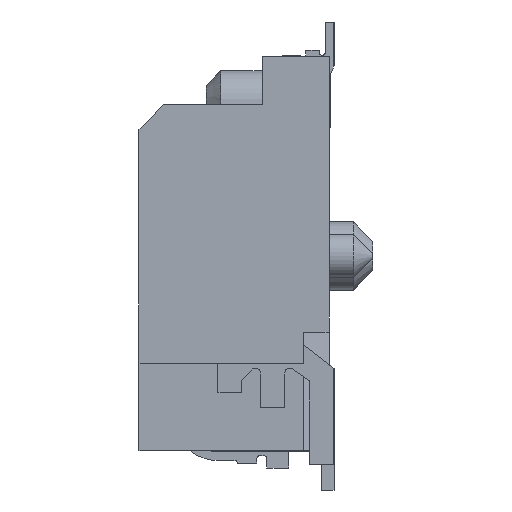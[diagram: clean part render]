
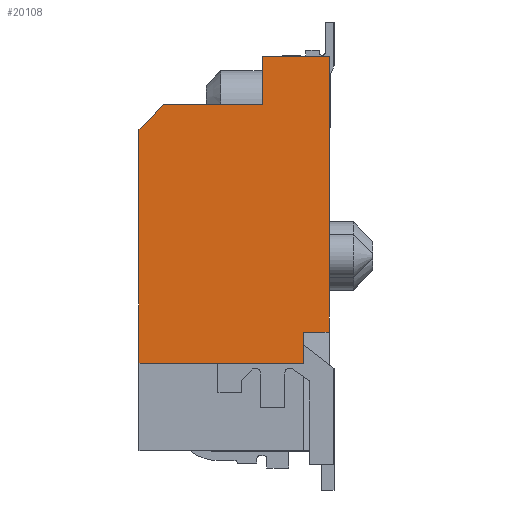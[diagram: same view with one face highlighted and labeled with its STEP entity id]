
A CAD part, left-side view. The second image highlights one B-rep face of the part: STEP entity #20108.
In plain terms, the highlighted planar face has unit normal (-1, 0, 0).
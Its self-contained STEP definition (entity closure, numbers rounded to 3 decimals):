
#3994 = DIRECTION ( 'NONE',  ( 0., 0., -1. ) ) ;
#3995 = VECTOR ( 'NONE', #3994, 1000. ) ;
#3996 = CARTESIAN_POINT ( 'NONE',  ( -14.95, 0., 4.1 ) ) ;
#3997 = LINE ( 'NONE', #3996, #3995 ) ;
#4004 = CARTESIAN_POINT ( 'NONE',  ( -14.95, 0., -1.56 ) ) ;
#4172 = CARTESIAN_POINT ( 'NONE',  ( -14.95, 0., 4.1 ) ) ;
#5450 = CARTESIAN_POINT ( 'NONE',  ( -14.95, 1.375, 4.1 ) ) ;
#5480 = DIRECTION ( 'NONE',  ( 0., 0., 1. ) ) ;
#5481 = VECTOR ( 'NONE', #5480, 1000. ) ;
#5482 = CARTESIAN_POINT ( 'NONE',  ( -14.95, 1.375, 3.1 ) ) ;
#5483 = LINE ( 'NONE', #5482, #5481 ) ;
#5912 = CARTESIAN_POINT ( 'NONE',  ( -14.95, 0.53, -2.2 ) ) ;
#5917 = CARTESIAN_POINT ( 'NONE',  ( -14.95, 3.9, -2.2 ) ) ;
#5918 = DIRECTION ( 'NONE',  ( 0., -1., 0. ) ) ;
#5919 = VECTOR ( 'NONE', #5918, 1000. ) ;
#5920 = CARTESIAN_POINT ( 'NONE',  ( -14.95, 3.9, -2.2 ) ) ;
#5924 = LINE ( 'NONE', #5920, #5919 ) ;
#6009 = CARTESIAN_POINT ( 'NONE',  ( -14.95, 1.375, 3.1 ) ) ;
#6178 = DIRECTION ( 'NONE',  ( 0., -1., 0. ) ) ;
#6179 = VECTOR ( 'NONE', #6178, 1000. ) ;
#6181 = CARTESIAN_POINT ( 'NONE',  ( -14.95, 3.9, 3.1 ) ) ;
#6183 = LINE ( 'NONE', #6181, #6179 ) ;
#6190 = DIRECTION ( 'NONE',  ( 0., 0.707, -0.707 ) ) ;
#6191 = VECTOR ( 'NONE', #6190, 1000. ) ;
#6192 = CARTESIAN_POINT ( 'NONE',  ( -14.95, 5.25, 1.25 ) ) ;
#6193 = LINE ( 'NONE', #6192, #6191 ) ;
#6194 = DIRECTION ( 'NONE',  ( 0., -1., 0. ) ) ;
#6195 = VECTOR ( 'NONE', #6194, 1000. ) ;
#6196 = CARTESIAN_POINT ( 'NONE',  ( -14.95, 1.375, 4.1 ) ) ;
#6197 = LINE ( 'NONE', #6196, #6195 ) ;
#6198 = DIRECTION ( 'NONE',  ( 0., -1., 0. ) ) ;
#6199 = VECTOR ( 'NONE', #6198, 1000. ) ;
#6200 = CARTESIAN_POINT ( 'NONE',  ( -14.95, 0., -1.56 ) ) ;
#6201 = LINE ( 'NONE', #6200, #6199 ) ;
#6215 = CARTESIAN_POINT ( 'NONE',  ( -14.95, 0.53, -1.56 ) ) ;
#6216 = DIRECTION ( 'NONE',  ( 0., 0., 1. ) ) ;
#6217 = VECTOR ( 'NONE', #6216, 1000. ) ;
#6219 = CARTESIAN_POINT ( 'NONE',  ( -14.95, 0.53, -4. ) ) ;
#6220 = LINE ( 'NONE', #6219, #6217 ) ;
#6319 = CARTESIAN_POINT ( 'NONE',  ( -14.95, 3.9, 2.6 ) ) ;
#6361 = DIRECTION ( 'NONE',  ( 0., 0., 1. ) ) ;
#6362 = VECTOR ( 'NONE', #6361, 1000. ) ;
#6363 = CARTESIAN_POINT ( 'NONE',  ( -14.95, 3.9, 3.1 ) ) ;
#6364 = LINE ( 'NONE', #6363, #6362 ) ;
#6378 = CARTESIAN_POINT ( 'NONE',  ( -14.95, 3.4, 3.1 ) ) ;
#6411 = DIRECTION ( 'NONE',  ( 0., 0., -1. ) ) ;
#6412 = DIRECTION ( 'NONE',  ( 1., 0., 0. ) ) ;
#6414 = CARTESIAN_POINT ( 'NONE',  ( -14.95, 0., -4. ) ) ;
#6416 = AXIS2_PLACEMENT_3D ( 'NONE', #6414, #6412, #6411 ) ;
#6419 = PLANE ( 'NONE',  #6416 ) ;
#6425 = FACE_OUTER_BOUND ( 'NONE', #20109, .T. ) ;
#18777 = EDGE_CURVE ( 'NONE', #18940, #18885, #3997, .T. ) ;
#18885 = VERTEX_POINT ( 'NONE', #4004 ) ;
#18940 = VERTEX_POINT ( 'NONE', #4172 ) ;
#19740 = EDGE_CURVE ( 'NONE', #19951, #19767, #5483, .T. ) ;
#19767 = VERTEX_POINT ( 'NONE', #5450 ) ;
#19951 = VERTEX_POINT ( 'NONE', #6009 ) ;
#19978 = EDGE_CURVE ( 'NONE', #19979, #19982, #5924, .T. ) ;
#19979 = VERTEX_POINT ( 'NONE', #5917 ) ;
#19982 = VERTEX_POINT ( 'NONE', #5912 ) ;
#20084 = VERTEX_POINT ( 'NONE', #6378 ) ;
#20090 = EDGE_CURVE ( 'NONE', #19979, #20097, #6364, .T. ) ;
#20097 = VERTEX_POINT ( 'NONE', #6319 ) ;
#20103 = EDGE_CURVE ( 'NONE', #20084, #19951, #6183, .T. ) ;
#20108 = ADVANCED_FACE ( 'NONE', ( #6425 ), #6419, .F. ) ;
#20109 = EDGE_LOOP ( 'NONE', ( #20110, #20129, #20135, #20136, #20138, #20139, #20140, #20142, #20143 ) ) ;
#20110 = ORIENTED_EDGE ( 'NONE', *, *, #20127, .T. ) ;
#20127 = EDGE_CURVE ( 'NONE', #19982, #20128, #6220, .T. ) ;
#20128 = VERTEX_POINT ( 'NONE', #6215 ) ;
#20129 = ORIENTED_EDGE ( 'NONE', *, *, #20134, .T. ) ;
#20134 = EDGE_CURVE ( 'NONE', #20128, #18885, #6201, .T. ) ;
#20135 = ORIENTED_EDGE ( 'NONE', *, *, #18777, .F. ) ;
#20136 = ORIENTED_EDGE ( 'NONE', *, *, #20137, .F. ) ;
#20137 = EDGE_CURVE ( 'NONE', #19767, #18940, #6197, .T. ) ;
#20138 = ORIENTED_EDGE ( 'NONE', *, *, #19740, .F. ) ;
#20139 = ORIENTED_EDGE ( 'NONE', *, *, #20103, .F. ) ;
#20140 = ORIENTED_EDGE ( 'NONE', *, *, #20141, .T. ) ;
#20141 = EDGE_CURVE ( 'NONE', #20084, #20097, #6193, .T. ) ;
#20142 = ORIENTED_EDGE ( 'NONE', *, *, #20090, .F. ) ;
#20143 = ORIENTED_EDGE ( 'NONE', *, *, #19978, .T. ) ;
